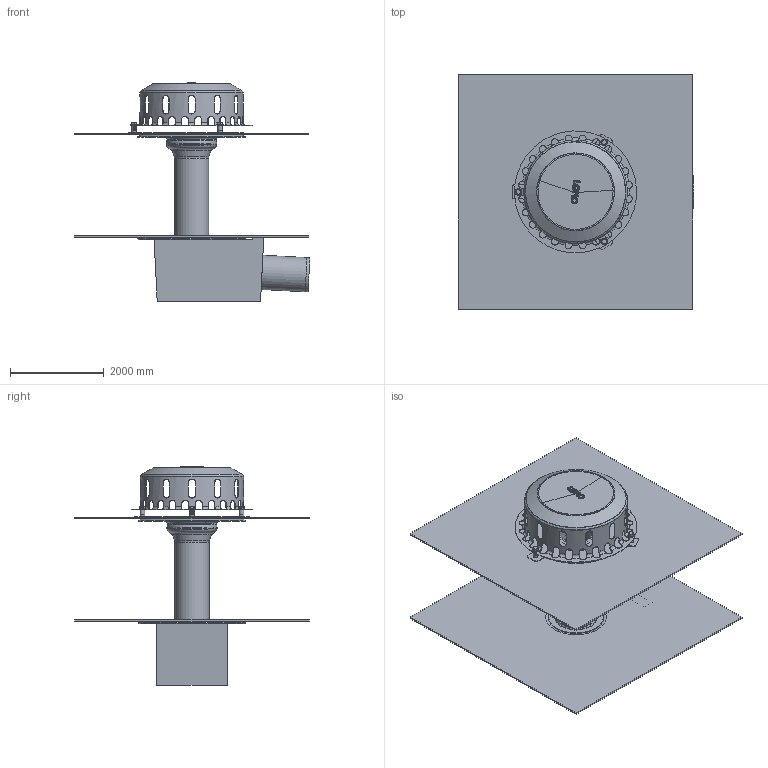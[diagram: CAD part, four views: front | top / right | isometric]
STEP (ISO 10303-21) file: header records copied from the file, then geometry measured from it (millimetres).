
FILE_DESCRIPTION(/* description */ (''),/* implementation_level */ '2;1');
FILE_NAME(/* name */ '15585.070X_3D.stp',/* time_stamp */ '2024-12-12T06:54:47+01:00',/* author */ ('CAD'),/* organization */ (''),/* preprocessor_version */ 'ST-DEVELOPER v20',/* originating_system */ 'AutoCAD Mechanical',/* authorisation */ '');
FILE_SCHEMA (('AUTOMOTIVE_DESIGN { 1 0 10303 214 3 1 1 }'));
Length unit declared in the file: centimetre
Products named in the file (3): Product; EINHEIT; *S1
Assembly tree (2 placements, depth 2):
  Product
    EINHEIT
    *S1
Bounding box: 5018.83 x 5000 x 4646.09 mm (x, y, z)
Volume: 5105688478.1 mm3; surface area: 202057752.4 mm2
Topology: 22 solids, 22 shells, 778 faces, 2098 edges, 1332 vertices
Faces by surface type: plane 224, cylinder 206, torus 164, cone 153, bspline 24, sphere 7
Full cylindrical faces by diameter (mm): 40 x3, 60 x3, 80 x3, 100 x3, 105 x2, 698 x2, 706 x2, 730 x6, 770 x5, 810 x4, 830 x1, 885 x2, 901 x2, 905 x2, 920 x2, 965 x4, 980 x1, 1000 x1, 1010 x2, 1030 x1, 1090 x1, 2180 x1, 2200 x1, 2600 x1
Entity records: 32205 total; most frequent: CARTESIAN_POINT 12414, ORIENTED_EDGE 4176, DIRECTION 4170, EDGE_CURVE 2088, AXIS2_PLACEMENT_3D 1715, VERTEX_POINT 1328, CIRCLE 907, EDGE_LOOP 876
